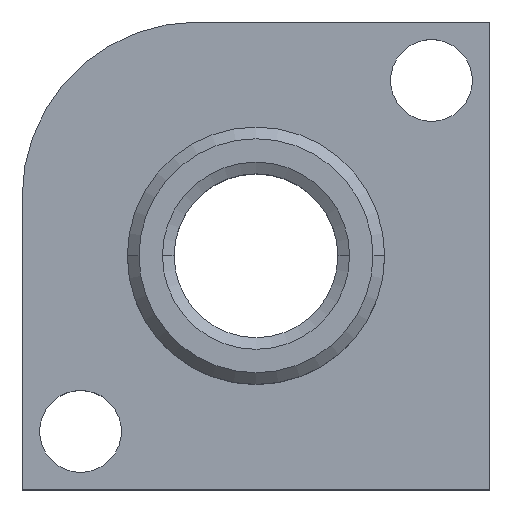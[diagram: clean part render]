
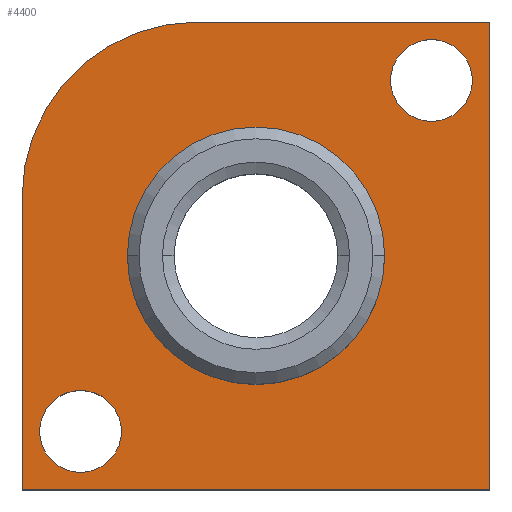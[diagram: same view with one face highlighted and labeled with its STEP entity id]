
A CAD part, top view. The second image highlights one B-rep face of the part: STEP entity #4400.
In plain terms, the highlighted planar face has unit normal (0, 0, 1).
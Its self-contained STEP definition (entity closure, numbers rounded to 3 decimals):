
#100=CARTESIAN_POINT('',(-20.,5.,4.));
#110=VERTEX_POINT('',#100);
#290=CARTESIAN_POINT('',(-5.,20.,4.));
#300=VERTEX_POINT('',#290);
#330=CARTESIAN_POINT('',(-5.,5.,4.));
#340=DIRECTION('',(0.,0.,1.));
#350=DIRECTION('',(1.,0.,0.));
#360=AXIS2_PLACEMENT_3D('',#330,#340,#350);
#370=CIRCLE('',#360,15.);
#380=EDGE_CURVE('',#300,#110,#370,.T.);
#570=CARTESIAN_POINT('',(-20.,0.,4.));
#580=DIRECTION('',(0.,-1.,0.));
#590=VECTOR('',#580,1.);
#600=LINE('',#570,#590);
#610=CARTESIAN_POINT('',(-20.,-20.,4.));
#620=VERTEX_POINT('',#610);
#630=EDGE_CURVE('',#110,#620,#600,.T.);
#1560=CARTESIAN_POINT('',(0.,20.,4.));
#1570=DIRECTION('',(-1.,0.,0.));
#1580=VECTOR('',#1570,1.);
#1590=LINE('',#1560,#1580);
#1600=CARTESIAN_POINT('',(20.,20.,4.));
#1610=VERTEX_POINT('',#1600);
#1620=EDGE_CURVE('',#1610,#300,#1590,.T.);
#1840=CARTESIAN_POINT('',(11.5,15.,4.));
#1850=VERTEX_POINT('',#1840);
#1880=CARTESIAN_POINT('',(15.,15.,4.));
#1890=DIRECTION('',(0.,0.,-1.));
#1900=DIRECTION('',(1.,0.,0.));
#1910=AXIS2_PLACEMENT_3D('',#1880,#1890,#1900);
#1920=CIRCLE('',#1910,3.5);
#1930=CARTESIAN_POINT('',(18.5,15.,4.));
#1940=VERTEX_POINT('',#1930);
#1950=EDGE_CURVE('',#1850,#1940,#1920,.T.);
#2160=CARTESIAN_POINT('',(-11.5,-15.,4.));
#2170=VERTEX_POINT('',#2160);
#2200=CARTESIAN_POINT('',(-15.,-15.,4.));
#2210=DIRECTION('',(0.,0.,-1.));
#2220=DIRECTION('',(1.,0.,0.));
#2230=AXIS2_PLACEMENT_3D('',#2200,#2210,#2220);
#2240=CIRCLE('',#2230,3.5);
#2250=CARTESIAN_POINT('',(-18.5,-15.,4.));
#2260=VERTEX_POINT('',#2250);
#2270=EDGE_CURVE('',#2170,#2260,#2240,.T.);
#2460=CARTESIAN_POINT('',(0.,-20.,4.));
#2470=DIRECTION('',(1.,0.,0.));
#2480=VECTOR('',#2470,1.);
#2490=LINE('',#2460,#2480);
#2500=CARTESIAN_POINT('',(20.,-20.,4.));
#2510=VERTEX_POINT('',#2500);
#2520=EDGE_CURVE('',#620,#2510,#2490,.T.);
#3010=CARTESIAN_POINT('',(20.,0.,4.));
#3020=DIRECTION('',(0.,1.,0.));
#3030=VECTOR('',#3020,1.);
#3040=LINE('',#3010,#3030);
#3050=EDGE_CURVE('',#2510,#1610,#3040,.T.);
#3230=CARTESIAN_POINT('',(11.,0.,4.));
#3240=VERTEX_POINT('',#3230);
#3400=CARTESIAN_POINT('',(-11.,0.,4.));
#3410=VERTEX_POINT('',#3400);
#3440=CARTESIAN_POINT('',(0.,0.,4.))
;
#3450=DIRECTION('',(0.,0.,-1.));
#3460=DIRECTION('',(-1.,0.,0.));
#3470=AXIS2_PLACEMENT_3D('',#3440,#3450,#3460);
#3480=CIRCLE('',#3470,11.);
#3490=EDGE_CURVE('',#3410,#3240,#3480,.T.);
#4130=CARTESIAN_POINT('',(-22.5,-20.5,4.));
#4140=DIRECTION('',(0.,0.,1.));
#4150=DIRECTION('',(1.,0.,0.));
#4160=AXIS2_PLACEMENT_3D('',#4130,#4140,#4150);
#4170=PLANE('',#4160);
#4180=EDGE_CURVE('',#3240,#3410,#3480,.T.);
#4190=ORIENTED_EDGE('',*,*,#4180,.T.);
#4200=ORIENTED_EDGE('',*,*,#3490,.T.);
#4210=EDGE_LOOP('',(#4200,#4190));
#4220=FACE_BOUND('',#4210,.T.);
#4230=ORIENTED_EDGE('',*,*,#1950,.T.);
#4240=EDGE_CURVE('',#1940,#1850,#1920,.T.);
#4250=ORIENTED_EDGE('',*,*,#4240,.T.);
#4260=EDGE_LOOP('',(#4250,#4230));
#4270=FACE_BOUND('',#4260,.T.);
#4280=ORIENTED_EDGE('',*,*,#2270,.T.);
#4290=EDGE_CURVE('',#2260,#2170,#2240,.T.);
#4300=ORIENTED_EDGE('',*,*,#4290,.T.);
#4310=EDGE_LOOP('',(#4300,#4280));
#4320=FACE_BOUND('',#4310,.T.);
#4330=ORIENTED_EDGE('',*,*,#1620,.T.);
#4340=ORIENTED_EDGE('',*,*,#3050,.T.);
#4350=ORIENTED_EDGE('',*,*,#2520,.T.);
#4360=ORIENTED_EDGE('',*,*,#630,.T.);
#4370=ORIENTED_EDGE('',*,*,#380,.T.);
#4380=EDGE_LOOP('',(#4370,#4360,#4350,#4340,#4330));
#4390=FACE_OUTER_BOUND('',#4380,.T.);
#4400=ADVANCED_FACE('',(#4220,#4270,#4320,#4390),#4170,.T.);
